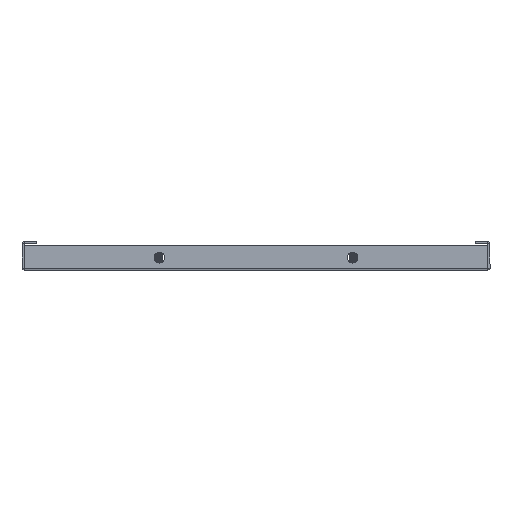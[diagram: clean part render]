
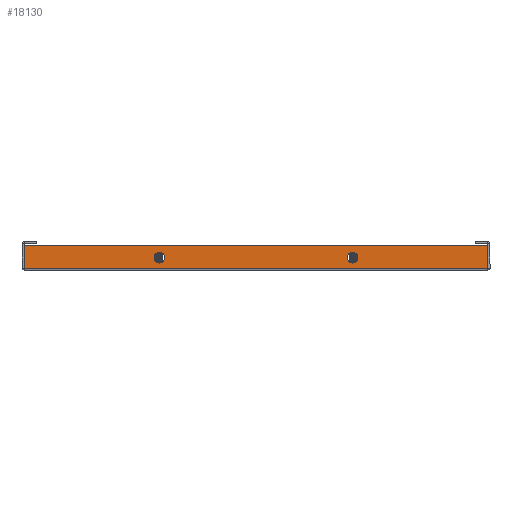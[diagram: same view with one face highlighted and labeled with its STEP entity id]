
A CAD part, front view. The second image highlights one B-rep face of the part: STEP entity #18130.
In plain terms, the highlighted planar face has unit normal (0, -1, 0).
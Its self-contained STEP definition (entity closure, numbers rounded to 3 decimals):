
#285 = DIRECTION ( 'NONE',  ( -1., 0., 0. ) ) ;
#286 = DIRECTION ( 'NONE',  ( 0., 1., 0. ) ) ;
#287 = PLANE ( 'NONE',  #1177 ) ;
#293 = CARTESIAN_POINT ( 'NONE',  ( -171.5, -980.5, 18.5 ) ) ;
#1177 = AXIS2_PLACEMENT_3D ( 'NONE', #293, #286, #285 ) ;
#2621 = AXIS2_PLACEMENT_3D ( 'NONE', #10932, #10926, #10925 ) ;
#2652 = AXIS2_PLACEMENT_3D ( 'NONE', #10735, #10699, #10697 ) ;
#2656 = AXIS2_PLACEMENT_3D ( 'NONE', #11188, #11087, #11083 ) ;
#2676 = AXIS2_PLACEMENT_3D ( 'NONE', #20054, #20052, #20051 ) ;
#2927 = EDGE_CURVE ( 'NONE', #5377, #5428, #24964, .T. ) ;
#2953 = EDGE_CURVE ( 'NONE', #5342, #5152, #24935, .T. ) ;
#2987 = EDGE_CURVE ( 'NONE', #5356, #5152, #24901, .T. ) ;
#2999 = EDGE_CURVE ( 'NONE', #5276, #5342, #24884, .T. ) ;
#3016 = EDGE_CURVE ( 'NONE', #5276, #5356, #24861, .T. ) ;
#3036 = EDGE_CURVE ( 'NONE', #5439, #5446, #24828, .T. ) ;
#3056 = EDGE_CURVE ( 'NONE', #5428, #5377, #24794, .T. ) ;
#3155 = EDGE_CURVE ( 'NONE', #5446, #5439, #24662, .T. ) ;
#5152 = VERTEX_POINT ( 'NONE', #23393 ) ;
#5276 = VERTEX_POINT ( 'NONE', #23123 ) ;
#5342 = VERTEX_POINT ( 'NONE', #23011 ) ;
#5356 = VERTEX_POINT ( 'NONE', #22990 ) ;
#5377 = VERTEX_POINT ( 'NONE', #22954 ) ;
#5428 = VERTEX_POINT ( 'NONE', #22872 ) ;
#5439 = VERTEX_POINT ( 'NONE', #22853 ) ;
#5446 = VERTEX_POINT ( 'NONE', #22838 ) ;
#10697 = DIRECTION ( 'NONE',  ( 0., 0., -1. ) ) ;
#10699 = DIRECTION ( 'NONE',  ( 0., -1., 0. ) ) ;
#10735 = CARTESIAN_POINT ( 'NONE',  ( -71.4, -980.5, 9.5 ) ) ;
#10925 = DIRECTION ( 'NONE',  ( 0., 0., -1. ) ) ;
#10926 = DIRECTION ( 'NONE',  ( 0., 1., 0. ) ) ;
#10932 = CARTESIAN_POINT ( 'NONE',  ( 71.4, -980.5, 9.5 ) ) ;
#11083 = DIRECTION ( 'NONE',  ( 0., 0., -1. ) ) ;
#11087 = DIRECTION ( 'NONE',  ( 0., 1., 0. ) ) ;
#11188 = CARTESIAN_POINT ( 'NONE',  ( 71.4, -980.5, 9.5 ) ) ;
#18130 = ADVANCED_FACE ( 'NONE', ( #26693, #26688, #26686 ), #287, .F. ) ;
#19713 = DIRECTION ( 'NONE',  ( -1., 0., 0. ) ) ;
#19715 = CARTESIAN_POINT ( 'NONE',  ( -171.5, -980.5, 1.51 ) ) ;
#19797 = DIRECTION ( 'NONE',  ( -1., 0., 0. ) ) ;
#19805 = CARTESIAN_POINT ( 'NONE',  ( -171.5, -980.5, 18.5 ) ) ;
#19815 = DIRECTION ( 'NONE',  ( 0., 0., 1. ) ) ;
#19817 = CARTESIAN_POINT ( 'NONE',  ( 171.4, -980.5, 1.51 ) ) ;
#19958 = DIRECTION ( 'NONE',  ( 0., 0., 1. ) ) ;
#19970 = CARTESIAN_POINT ( 'NONE',  ( -171.4, -980.5, 1.51 ) ) ;
#20051 = DIRECTION ( 'NONE',  ( 0., 0., -1. ) ) ;
#20052 = DIRECTION ( 'NONE',  ( 0., -1., 0. ) ) ;
#20054 = CARTESIAN_POINT ( 'NONE',  ( -71.4, -980.5, 9.5 ) ) ;
#22838 = CARTESIAN_POINT ( 'NONE',  ( 71.4, -980.5, 5.5 ) ) ;
#22853 = CARTESIAN_POINT ( 'NONE',  ( 71.4, -980.5, 13.5 ) ) ;
#22872 = CARTESIAN_POINT ( 'NONE',  ( -71.4, -980.5, 5.5 ) ) ;
#22954 = CARTESIAN_POINT ( 'NONE',  ( -71.4, -980.5, 13.5 ) ) ;
#22990 = CARTESIAN_POINT ( 'NONE',  ( 171.4, -980.5, 18.5 ) ) ;
#23011 = CARTESIAN_POINT ( 'NONE',  ( -171.4, -980.5, 1.51 ) ) ;
#23123 = CARTESIAN_POINT ( 'NONE',  ( 171.4, -980.5, 1.51 ) ) ;
#23393 = CARTESIAN_POINT ( 'NONE',  ( -171.4, -980.5, 18.5 ) ) ;
#24016 = ORIENTED_EDGE ( 'NONE', *, *, #3016, .T. ) ;
#24017 = ORIENTED_EDGE ( 'NONE', *, *, #2987, .T. ) ;
#24018 = ORIENTED_EDGE ( 'NONE', *, *, #2953, .F. ) ;
#24019 = ORIENTED_EDGE ( 'NONE', *, *, #2999, .F. ) ;
#24020 = ORIENTED_EDGE ( 'NONE', *, *, #3056, .F. ) ;
#24021 = ORIENTED_EDGE ( 'NONE', *, *, #2927, .F. ) ;
#24022 = ORIENTED_EDGE ( 'NONE', *, *, #3155, .T. ) ;
#24023 = ORIENTED_EDGE ( 'NONE', *, *, #3036, .T. ) ;
#24472 = EDGE_LOOP ( 'NONE', ( #24016, #24017, #24018, #24019 ) ) ;
#24515 = EDGE_LOOP ( 'NONE', ( #24022, #24023 ) ) ;
#24518 = EDGE_LOOP ( 'NONE', ( #24020, #24021 ) ) ;
#24662 = CIRCLE ( 'NONE', #2621, 4. ) ;
#24794 = CIRCLE ( 'NONE', #2652, 4. ) ;
#24828 = CIRCLE ( 'NONE', #2656, 4. ) ;
#24860 = VECTOR ( 'NONE', #19815, 1000. ) ;
#24861 = LINE ( 'NONE', #19817, #24860 ) ;
#24883 = VECTOR ( 'NONE', #19713, 1000. ) ;
#24884 = LINE ( 'NONE', #19715, #24883 ) ;
#24901 = LINE ( 'NONE', #19805, #24902 ) ;
#24902 = VECTOR ( 'NONE', #19797, 1000. ) ;
#24934 = VECTOR ( 'NONE', #19958, 1000. ) ;
#24935 = LINE ( 'NONE', #19970, #24934 ) ;
#24964 = CIRCLE ( 'NONE', #2676, 4. ) ;
#26686 = FACE_BOUND ( 'NONE', #24515, .T. ) ;
#26688 = FACE_BOUND ( 'NONE', #24518, .T. ) ;
#26693 = FACE_OUTER_BOUND ( 'NONE', #24472, .T. ) ;
